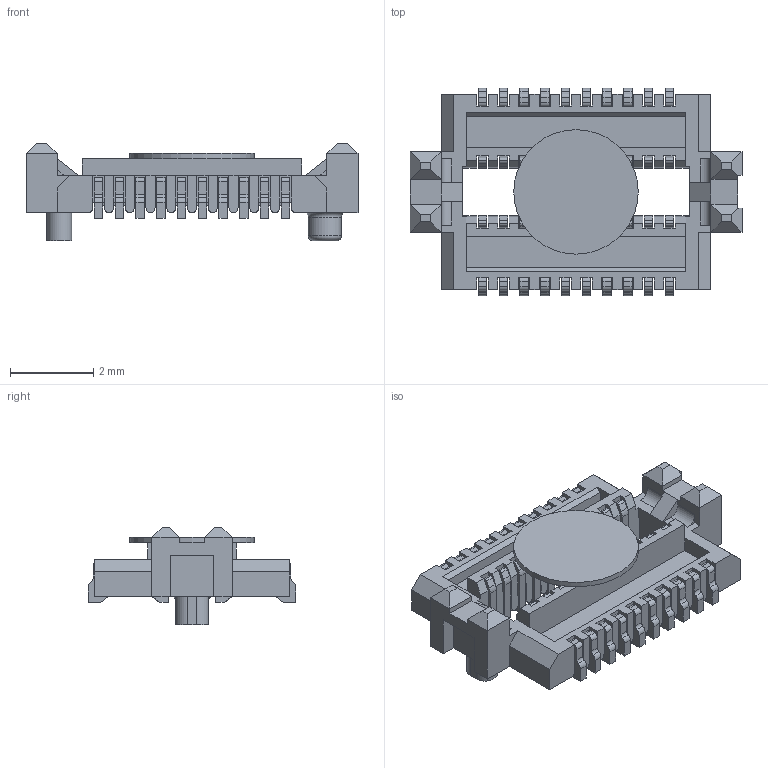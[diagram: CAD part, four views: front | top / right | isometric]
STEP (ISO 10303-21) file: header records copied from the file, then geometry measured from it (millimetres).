
FILE_DESCRIPTION(/* description */ (''),/* implementation_level */ '2;1');
FILE_NAME(/* name */ 'TLH-010-0.50-G-D-A-K.stp',/* time_stamp */ '2021-04-22T17:05:45-07:00',/* author */ (''),/* organization */ (''),/* preprocessor_version */ 'ST-DEVELOPER v15.2',/* originating_system */ 'Autodesk Translator Framework v2.0.0.5431',/* authorisation */ '');
FILE_SCHEMA (('AUTOMOTIVE_DESIGN { 1 0 10303 214 3 1 1 }'));
Length unit declared in the file: centimetre
Products named in the file (1): (Unsaved)
Bounding box: 8 x 5 x 2.36 mm (x, y, z)
Volume: 24.5 mm3; surface area: 226 mm2
Topology: 4 solids, 4 shells, 986 faces, 2906 edges, 1927 vertices
Faces by surface type: plane 654, cylinder 330, torus 2
Full cylindrical faces by diameter (mm): 0.8 x1, 3 x1
Entity records: 32755 total; most frequent: CARTESIAN_POINT 5814, ORIENTED_EDGE 5802, DIRECTION 5537, EDGE_CURVE 2901, LINE 2239, VECTOR 2239, VERTEX_POINT 1926, AXIS2_PLACEMENT_3D 1649
